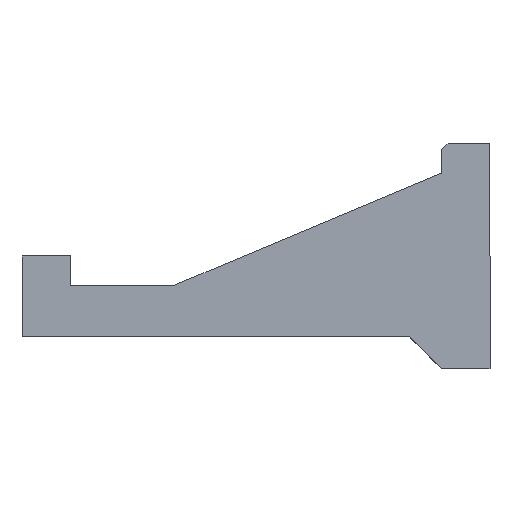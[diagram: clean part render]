
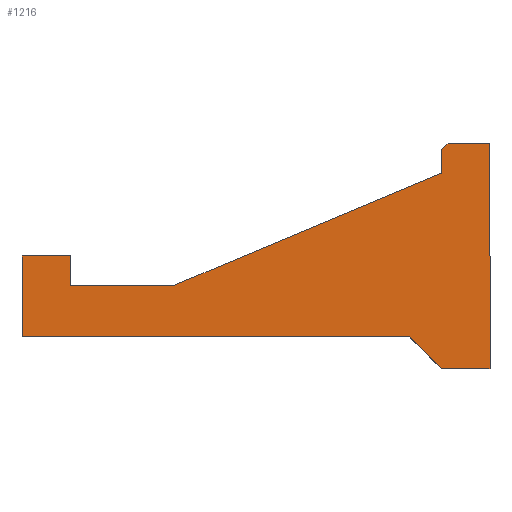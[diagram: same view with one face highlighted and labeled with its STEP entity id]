
A CAD part, left-side view. The second image highlights one B-rep face of the part: STEP entity #1216.
In plain terms, the highlighted planar face has unit normal (-1, 0, 0).
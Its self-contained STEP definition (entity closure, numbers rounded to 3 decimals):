
#264 = VERTEX_POINT('',#265);
#265 = CARTESIAN_POINT('',(-13.,0.,-35.));
#271 = EDGE_CURVE('',#264,#272,#274,.T.);
#272 = VERTEX_POINT('',#273);
#273 = CARTESIAN_POINT('',(-13.,15.,-35.));
#274 = LINE('',#275,#276);
#275 = CARTESIAN_POINT('',(-13.,0.,-35.));
#276 = VECTOR('',#277,1.);
#277 = DIRECTION('',(0.,1.,0.));
#296 = VERTEX_POINT('',#297);
#297 = CARTESIAN_POINT('',(-13.,130.,-9.));
#303 = EDGE_CURVE('',#296,#304,#306,.T.);
#304 = VERTEX_POINT('',#305);
#305 = CARTESIAN_POINT('',(-13.,97.619,-9.));
#306 = LINE('',#307,#308);
#307 = CARTESIAN_POINT('',(-13.,130.,-9.));
#308 = VECTOR('',#309,1.);
#309 = DIRECTION('',(0.,-1.,0.));
#552 = VERTEX_POINT('',#553);
#553 = CARTESIAN_POINT('',(-13.,0.,35.));
#559 = EDGE_CURVE('',#552,#560,#562,.T.);
#560 = VERTEX_POINT('',#561);
#561 = CARTESIAN_POINT('',(-13.,13.,35.));
#562 = LINE('',#563,#564);
#563 = CARTESIAN_POINT('',(-13.,0.,35.));
#564 = VECTOR('',#565,1.);
#565 = DIRECTION('',(0.,1.,0.));
#584 = EDGE_CURVE('',#560,#585,#587,.T.);
#585 = VERTEX_POINT('',#586);
#586 = CARTESIAN_POINT('',(-13.,15.,33.));
#587 = LINE('',#588,#589);
#588 = CARTESIAN_POINT('',(-13.,13.,35.));
#589 = VECTOR('',#590,1.);
#590 = DIRECTION('',(0.,0.707,-0.707)
  );
#672 = EDGE_CURVE('',#673,#585,#675,.T.);
#673 = VERTEX_POINT('',#674);
#674 = CARTESIAN_POINT('',(-13.,15.,25.7));
#675 = LINE('',#676,#677);
#676 = CARTESIAN_POINT('',(-13.,15.,-9.));
#677 = VECTOR('',#678,1.);
#678 = DIRECTION('',(0.,0.,1.));
#712 = EDGE_CURVE('',#304,#673,#713,.T.);
#713 = LINE('',#714,#715);
#714 = CARTESIAN_POINT('',(-13.,100.,-10.));
#715 = VECTOR('',#716,1.);
#716 = DIRECTION('',(0.,-0.922,0.387)
  );
#815 = VERTEX_POINT('',#816);
#816 = CARTESIAN_POINT('',(-13.,130.,0.));
#822 = EDGE_CURVE('',#815,#296,#823,.T.);
#823 = LINE('',#824,#825);
#824 = CARTESIAN_POINT('',(-13.,130.,0.));
#825 = VECTOR('',#826,1.);
#826 = DIRECTION('',(0.,0.,-1.));
#839 = EDGE_CURVE('',#840,#815,#842,.T.);
#840 = VERTEX_POINT('',#841);
#841 = CARTESIAN_POINT('',(-13.,145.,0.));
#842 = LINE('',#843,#844);
#843 = CARTESIAN_POINT('',(-13.,145.,0.));
#844 = VECTOR('',#845,1.);
#845 = DIRECTION('',(0.,-1.,0.));
#899 = VERTEX_POINT('',#900);
#900 = CARTESIAN_POINT('',(-13.,145.,-25.));
#906 = EDGE_CURVE('',#899,#840,#907,.T.);
#907 = LINE('',#908,#909);
#908 = CARTESIAN_POINT('',(-13.,145.,-25.));
#909 = VECTOR('',#910,1.);
#910 = DIRECTION('',(0.,0.,1.));
#923 = VERTEX_POINT('',#924);
#924 = CARTESIAN_POINT('',(-13.,25.,-25.));
#930 = EDGE_CURVE('',#923,#899,#931,.T.);
#931 = LINE('',#932,#933);
#932 = CARTESIAN_POINT('',(-13.,25.,-25.));
#933 = VECTOR('',#934,1.);
#934 = DIRECTION('',(0.,1.,0.));
#983 = EDGE_CURVE('',#272,#923,#984,.T.);
#984 = LINE('',#985,#986);
#985 = CARTESIAN_POINT('',(-13.,15.,-35.));
#986 = VECTOR('',#987,1.);
#987 = DIRECTION('',(0.,0.707,0.707)
  );
#1199 = EDGE_CURVE('',#552,#264,#1200,.T.);
#1200 = LINE('',#1201,#1202);
#1201 = CARTESIAN_POINT('',(-13.,0.,35.));
#1202 = VECTOR('',#1203,1.);
#1203 = DIRECTION('',(0.,0.,-1.));
#1216 = ADVANCED_FACE('',(#1217),#1231,.T.);
#1217 = FACE_BOUND('',#1218,.F.);
#1218 = EDGE_LOOP('',(#1219,#1220,#1221,#1222,#1223,#1224,#1225,#1226,
    #1227,#1228,#1229,#1230));
#1219 = ORIENTED_EDGE('',*,*,#559,.F.);
#1220 = ORIENTED_EDGE('',*,*,#1199,.T.);
#1221 = ORIENTED_EDGE('',*,*,#271,.T.);
#1222 = ORIENTED_EDGE('',*,*,#983,.T.);
#1223 = ORIENTED_EDGE('',*,*,#930,.T.);
#1224 = ORIENTED_EDGE('',*,*,#906,.T.);
#1225 = ORIENTED_EDGE('',*,*,#839,.T.);
#1226 = ORIENTED_EDGE('',*,*,#822,.T.);
#1227 = ORIENTED_EDGE('',*,*,#303,.T.);
#1228 = ORIENTED_EDGE('',*,*,#712,.T.);
#1229 = ORIENTED_EDGE('',*,*,#672,.T.);
#1230 = ORIENTED_EDGE('',*,*,#584,.F.);
#1231 = PLANE('',#1232);
#1232 = AXIS2_PLACEMENT_3D('',#1233,#1234,#1235);
#1233 = CARTESIAN_POINT('',(-13.,63.925,-7.453));
#1234 = DIRECTION('',(-1.,0.,0.));
#1235 = DIRECTION('',(0.,-1.,0.));
